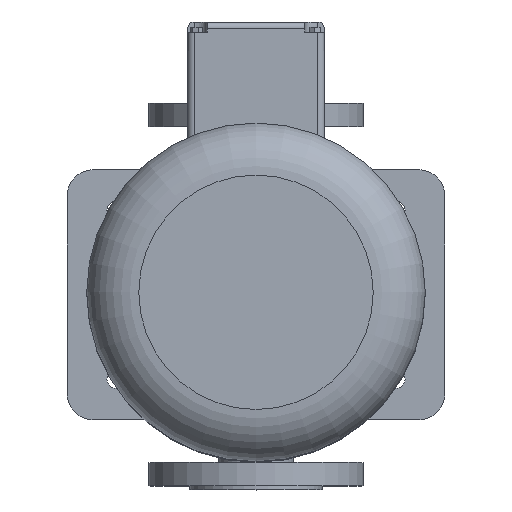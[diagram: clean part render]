
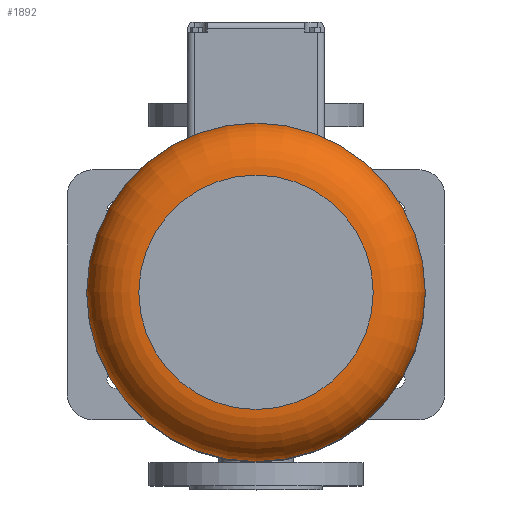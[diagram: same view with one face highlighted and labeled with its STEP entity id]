
A CAD part, top view. The second image highlights one B-rep face of the part: STEP entity #1892.
In plain terms, the highlighted toroidal (fillet/blend) face has major radius 90 mm and minor radius 40 mm.
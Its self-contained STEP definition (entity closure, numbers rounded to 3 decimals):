
#1892=ADVANCED_FACE('',(#5776,#5778),#5780,.T.);
#5776=FACE_OUTER_BOUND('',#5777,.T.);
#5777=EDGE_LOOP('',(#9155));
#5778=FACE_OUTER_BOUND('',#5779,.T.);
#5779=EDGE_LOOP('',(#9156));
#5780=TOROIDAL_SURFACE('',#5781,90.,40.);
#5781=AXIS2_PLACEMENT_3D('',#5782,#5783,#5784);
#5782=CARTESIAN_POINT('',(0.,0.,1060.));
#5783=DIRECTION('',(0.,0.,-1.));
#5784=DIRECTION('',(0.,1.,0.));
#9155=ORIENTED_EDGE('',*,*,#10989,.F.);
#9156=ORIENTED_EDGE('',*,*,#11087,.T.);
#10989=EDGE_CURVE('',#12751,#12751,#12752,.T.);
#11087=EDGE_CURVE('',#12851,#12851,#12852,.T.);
#12751=VERTEX_POINT('',#16302);
#12752=CIRCLE('',#16303,130.);
#12851=VERTEX_POINT('',#16600);
#12852=CIRCLE('',#16601,90.);
#16302=CARTESIAN_POINT('',(0.,130.,1060.));
#16303=AXIS2_PLACEMENT_3D('',#16304,#16305,#16306);
#16304=CARTESIAN_POINT('',(0.,0.,1060.));
#16305=DIRECTION('',(0.,0.,-1.));
#16306=DIRECTION('',(0.,1.,0.));
#16600=CARTESIAN_POINT('',(0.,90.,1100.));
#16601=AXIS2_PLACEMENT_3D('',#16602,#16603,#16604);
#16602=CARTESIAN_POINT('',(0.,0.,1100.));
#16603=DIRECTION('',(0.,0.,-1.));
#16604=DIRECTION('',(0.,1.,0.));
